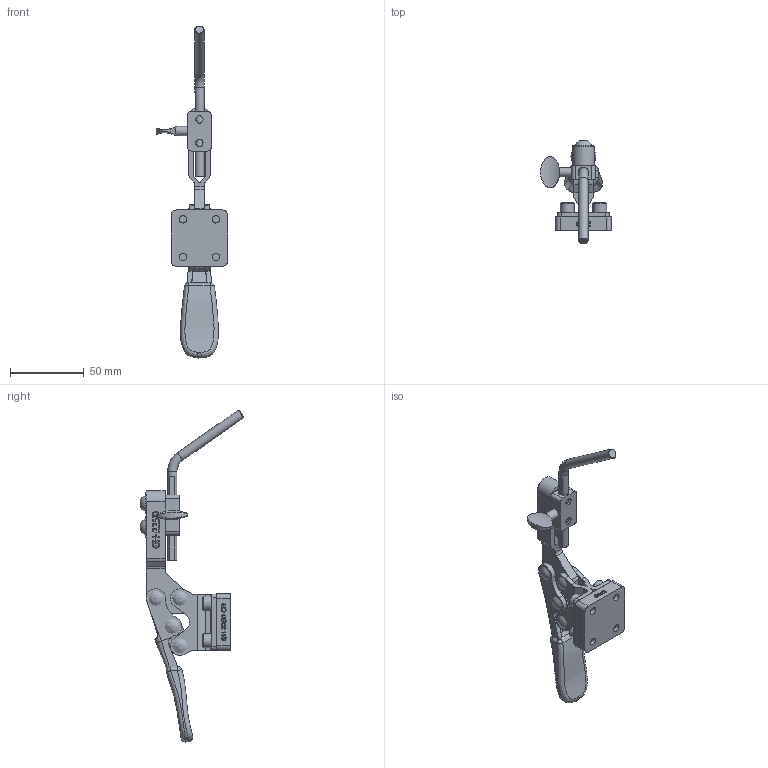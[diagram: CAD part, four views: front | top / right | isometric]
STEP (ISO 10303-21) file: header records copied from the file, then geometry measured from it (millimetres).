
FILE_DESCRIPTION(/* description */ (''),/* implementation_level */ '2;1');
FILE_NAME(/* name */ 'GH-225D-LFBS.stp',/* time_stamp */ '2023-02-07T08:22:07-05:00',/* author */ ('rwoods'),/* organization */ (''),/* preprocessor_version */ 'ST-DEVELOPER v19.2',/* originating_system */ 'Autodesk Inventor 2023',/* authorisation */ '');
FILE_SCHEMA (('AUTOMOTIVE_DESIGN { 1 0 10303 214 3 1 1 }'));
Length unit declared in the file: inch
Products named in the file (17): GH-225D-LFBS; GH-225D; Part_3373; Part_3372; Part_3371; Part_3369; Part_3370; Part_4551; Part_5719; Part_145106; SHCS_UNC; 5-16-LF; Finger Support 5-16 RevC; Finger 1; ANSI B18.17 - 1/4-20 UNC - 0.5; Flanged, Button Head Cap Screw, 1/4-20 UNC X 0.5; GH-225D-CR
Assembly tree (20 placements, depth 3):
  GH-225D-LFBS
    GH-225D
      Part_3373
      Part_3372
      Part_3371
      Part_3369
      Part_3370
      Part_4551
      Part_5719
      Part_145106
    SHCS_UNC  x4
    5-16-LF
      Finger Support 5-16 RevC
      Finger 1
      ANSI B18.17 - 1/4-20 UNC - 0.5
      Flanged, Button Head Cap Screw, 1/4-20 UNC X 0.5  x2
    GH-225D-CR
Bounding box: 48.19 x 70.07 x 224.91 mm (x, y, z)
Volume: 60726.5 mm3; surface area: 43065.7 mm2
Topology: 18 solids, 18 shells, 1333 faces, 3583 edges, 2366 vertices
Faces by surface type: plane 684, bspline 495, cylinder 124, cone 23, sphere 6, torus 1
Full cylindrical faces by diameter (mm): 4.978 x10, 6.3 x4, 6.35 x19, 6.477 x1, 9.398 x4, 14.224 x2
Entity records: 50807 total; most frequent: CARTESIAN_POINT 20028, ORIENTED_EDGE 6918, DIRECTION 4403, EDGE_CURVE 3459, VERTEX_POINT 2293, LINE 2127, VECTOR 2127, EDGE_LOOP 1437
